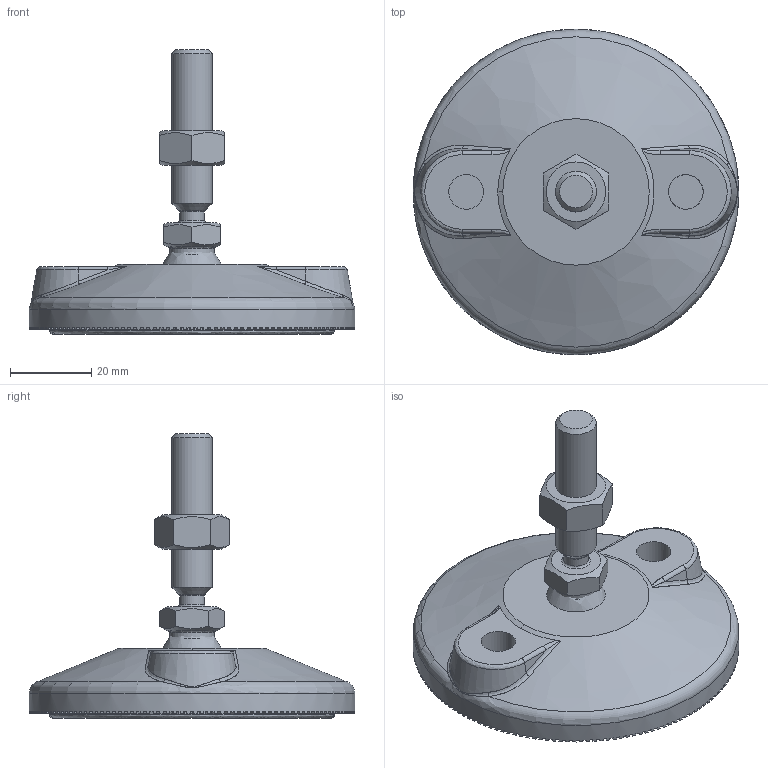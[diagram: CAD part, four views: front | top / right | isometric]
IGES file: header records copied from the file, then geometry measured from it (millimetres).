
Global section: file name: 418010.stp.ipt; native system: Autodesk Inventor 2014; preprocessor: unknown; author: zeman; date: 20151020.100009; units: millimetre
Bounding box: 80 x 80 x 70.01 mm (x, y, z)
Volume: 32177.3 mm3; surface area: 30011.8 mm2
Topology: 3 solids, 3 shells, 1096 faces, 5537 edges, 5499 vertices
Faces by surface type: plane 993, revolution 76, bspline 16, cone 6, cylinder 4, sphere 1
Full cylindrical faces by diameter (mm): 6.119 x1, 10 x1, 11 x1, 70 x1
